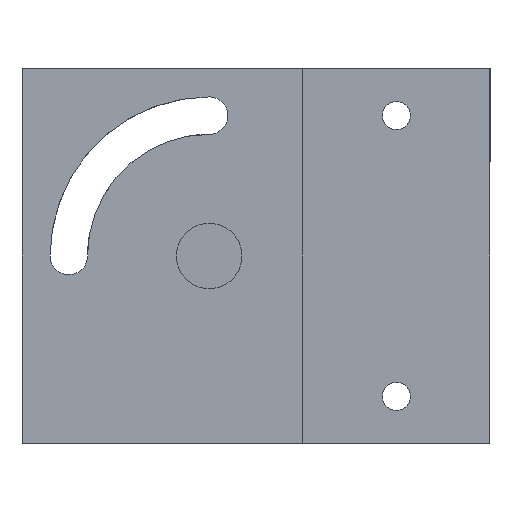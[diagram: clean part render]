
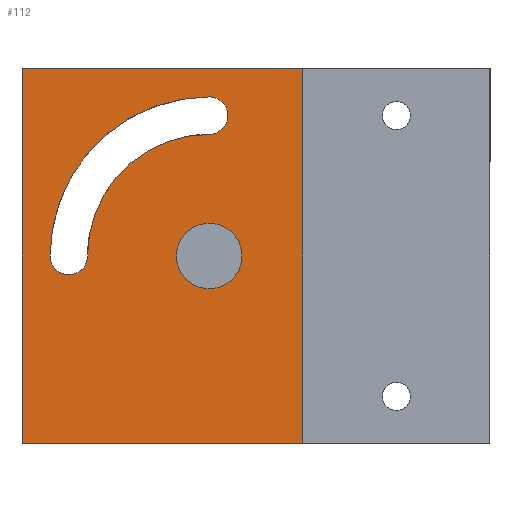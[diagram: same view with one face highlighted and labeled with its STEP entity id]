
A CAD part, front view. The second image highlights one B-rep face of the part: STEP entity #112.
In plain terms, the highlighted planar face has unit normal (0, -1, 0).
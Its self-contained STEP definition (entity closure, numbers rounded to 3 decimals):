
#5 = CARTESIAN_POINT ( 'NONE',  ( -30., 0., -20. ) ) ;
#26 = DIRECTION ( 'NONE',  ( 0., 0., 1. ) ) ;
#46 = ORIENTED_EDGE ( 'NONE', *, *, #473, .T. ) ;
#49 = DIRECTION ( 'NONE',  ( 0., 0., 1. ) ) ;
#54 = ORIENTED_EDGE ( 'NONE', *, *, #687, .F. ) ;
#71 = CARTESIAN_POINT ( 'NONE',  ( 0., 0., 20. ) ) ;
#97 = ORIENTED_EDGE ( 'NONE', *, *, #580, .F. ) ;
#105 = EDGE_CURVE ( 'NONE', #245, #300, #402, .T. ) ;
#112 = ADVANCED_FACE ( 'NONE', ( #286, #751, #214 ), #372, .F. ) ;
#118 = CARTESIAN_POINT ( 'NONE',  ( -10., 0., 0. ) ) ;
#127 = DIRECTION ( 'NONE',  ( 0., 0., -1. ) ) ;
#131 = CIRCLE ( 'NONE', #238, 13. ) ;
#164 = LINE ( 'NONE', #613, #637 ) ;
#169 = CARTESIAN_POINT ( 'NONE',  ( -10., 0., 0. ) ) ;
#170 = ORIENTED_EDGE ( 'NONE', *, *, #804, .T. ) ;
#183 = CARTESIAN_POINT ( 'NONE',  ( -10., 0., 0. ) ) ;
#194 = DIRECTION ( 'NONE',  ( 0., 0., 1. ) ) ;
#214 = FACE_OUTER_BOUND ( 'NONE', #338, .T. ) ;
#215 = CIRCLE ( 'NONE', #335, 3.5 ) ;
#225 = DIRECTION ( 'NONE',  ( 0., 0., 1. ) ) ;
#226 = VERTEX_POINT ( 'NONE', #579 ) ;
#231 = DIRECTION ( 'NONE',  ( 0., -1., 0. ) ) ;
#238 = AXIS2_PLACEMENT_3D ( 'NONE', #183, #231, #49 ) ;
#245 = VERTEX_POINT ( 'NONE', #254 ) ;
#248 = CARTESIAN_POINT ( 'NONE',  ( -30., 0., -20. ) ) ;
#249 = DIRECTION ( 'NONE',  ( 0., 1., 0. ) ) ;
#252 = DIRECTION ( 'NONE',  ( 0., -1., 0. ) ) ;
#253 = CARTESIAN_POINT ( 'NONE',  ( -30., 0., -20. ) ) ;
#254 = CARTESIAN_POINT ( 'NONE',  ( -10., 0., -3.5 ) ) ;
#261 = LINE ( 'NONE', #5, #793 ) ;
#281 = AXIS2_PLACEMENT_3D ( 'NONE', #169, #745, #26 ) ;
#286 = FACE_BOUND ( 'NONE', #358, .T. ) ;
#294 = CARTESIAN_POINT ( 'NONE',  ( -30., 0., 20. ) ) ;
#300 = VERTEX_POINT ( 'NONE', #316 ) ;
#301 = DIRECTION ( 'NONE',  ( 0., 1., 0. ) ) ;
#313 = CARTESIAN_POINT ( 'NONE',  ( -25., 0., 0. ) ) ;
#316 = CARTESIAN_POINT ( 'NONE',  ( -10., 0., 3.5 ) ) ;
#318 = DIRECTION ( 'NONE',  ( 0., 0., 1. ) ) ;
#335 = AXIS2_PLACEMENT_3D ( 'NONE', #118, #252, #515 ) ;
#338 = EDGE_LOOP ( 'NONE', ( #465, #97, #744, #54 ) ) ;
#342 = CIRCLE ( 'NONE', #496, 17. ) ;
#351 = DIRECTION ( 'NONE',  ( 0., 1., 0. ) ) ;
#358 = EDGE_LOOP ( 'NONE', ( #436, #170, #769, #46 ) ) ;
#368 = EDGE_LOOP ( 'NONE', ( #815, #611 ) ) ;
#369 = CARTESIAN_POINT ( 'NONE',  ( -10., 0., 0. ) ) ;
#372 = PLANE ( 'NONE',  #650 ) ;
#373 = VECTOR ( 'NONE', #127, 1000. ) ;
#375 = CARTESIAN_POINT ( 'NONE',  ( -10., 0., 13. ) ) ;
#377 = VERTEX_POINT ( 'NONE', #636 ) ;
#390 = LINE ( 'NONE', #253, #657 ) ;
#402 = CIRCLE ( 'NONE', #281, 3.5 ) ;
#421 = EDGE_CURVE ( 'NONE', #377, #625, #665, .T. ) ;
#436 = ORIENTED_EDGE ( 'NONE', *, *, #735, .T. ) ;
#452 = CARTESIAN_POINT ( 'NONE',  ( 0., 0., -20. ) ) ;
#465 = ORIENTED_EDGE ( 'NONE', *, *, #421, .F. ) ;
#473 = EDGE_CURVE ( 'NONE', #226, #742, #734, .T. ) ;
#477 = CARTESIAN_POINT ( 'NONE',  ( 0., 0., 0. ) ) ;
#496 = AXIS2_PLACEMENT_3D ( 'NONE', #369, #301, #225 ) ;
#508 = VERTEX_POINT ( 'NONE', #294 ) ;
#515 = DIRECTION ( 'NONE',  ( 0., 0., 1. ) ) ;
#516 = DIRECTION ( 'NONE',  ( -1., 0., 0. ) ) ;
#542 = EDGE_CURVE ( 'NONE', #689, #226, #342, .T. ) ;
#568 = AXIS2_PLACEMENT_3D ( 'NONE', #313, #708, #318 ) ;
#579 = CARTESIAN_POINT ( 'NONE',  ( -10., 0., 17. ) ) ;
#580 = EDGE_CURVE ( 'NONE', #508, #377, #164, .T. ) ;
#595 = CIRCLE ( 'NONE', #568, 2. ) ;
#610 = DIRECTION ( 'NONE',  ( 0., 0., 1. ) ) ;
#611 = ORIENTED_EDGE ( 'NONE', *, *, #105, .F. ) ;
#613 = CARTESIAN_POINT ( 'NONE',  ( -30., 0., 20. ) ) ;
#625 = VERTEX_POINT ( 'NONE', #452 ) ;
#634 = CARTESIAN_POINT ( 'NONE',  ( -10., 0., 15. ) ) ;
#636 = CARTESIAN_POINT ( 'NONE',  ( 0., 0., 20. ) ) ;
#637 = VECTOR ( 'NONE', #764, 1000. ) ;
#646 = CARTESIAN_POINT ( 'NONE',  ( -23., 0., 0. ) ) ;
#650 = AXIS2_PLACEMENT_3D ( 'NONE', #477, #351, #610 ) ;
#652 = CARTESIAN_POINT ( 'NONE',  ( -27., 0., 0. ) ) ;
#657 = VECTOR ( 'NONE', #516, 1000. ) ;
#664 = EDGE_CURVE ( 'NONE', #819, #508, #261, .T. ) ;
#665 = LINE ( 'NONE', #71, #373 ) ;
#687 = EDGE_CURVE ( 'NONE', #625, #819, #390, .T. ) ;
#689 = VERTEX_POINT ( 'NONE', #652 ) ;
#708 = DIRECTION ( 'NONE',  ( 0., 1., 0. ) ) ;
#734 = CIRCLE ( 'NONE', #777, 2. ) ;
#735 = EDGE_CURVE ( 'NONE', #742, #761, #131, .T. ) ;
#742 = VERTEX_POINT ( 'NONE', #375 ) ;
#744 = ORIENTED_EDGE ( 'NONE', *, *, #664, .F. ) ;
#745 = DIRECTION ( 'NONE',  ( 0., -1., 0. ) ) ;
#751 = FACE_BOUND ( 'NONE', #368, .T. ) ;
#761 = VERTEX_POINT ( 'NONE', #646 ) ;
#764 = DIRECTION ( 'NONE',  ( 1., 0., 0. ) ) ;
#769 = ORIENTED_EDGE ( 'NONE', *, *, #542, .T. ) ;
#777 = AXIS2_PLACEMENT_3D ( 'NONE', #634, #249, #823 ) ;
#793 = VECTOR ( 'NONE', #194, 1000. ) ;
#804 = EDGE_CURVE ( 'NONE', #761, #689, #595, .T. ) ;
#815 = ORIENTED_EDGE ( 'NONE', *, *, #841, .F. ) ;
#819 = VERTEX_POINT ( 'NONE', #248 ) ;
#823 = DIRECTION ( 'NONE',  ( 0., 0., 1. ) ) ;
#841 = EDGE_CURVE ( 'NONE', #300, #245, #215, .T. ) ;
